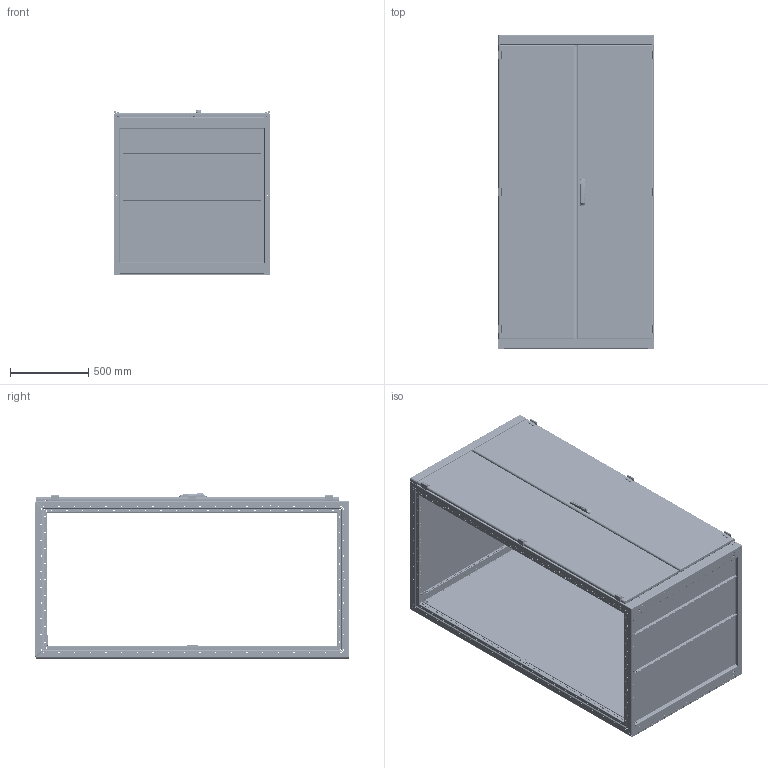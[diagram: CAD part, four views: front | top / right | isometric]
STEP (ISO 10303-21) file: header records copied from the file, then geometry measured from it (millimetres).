
FILE_DESCRIPTION(('STEP AP214'),'1');
FILE_NAME('cctmp_AFCEEBA5-7EAF-4C90-B548-A0497F2F4BF1_2023_07_24_04_41_15_0229..stp','2023-07-24T02:41:24',('SIEMENS A&D'),('CADClick - www.CADClick.com'),'Spatial InterOp 3D postprocessed',' ','unknown authorization');
FILE_SCHEMA(('AUTOMOTIVE_DESIGN'));
Length unit declared in the file: millimetre
Products named in the file (15): cc_unnamed; 2023_07_24_04_41_14_0932; 2023_07_24_04_41_14_0901; 2023_07_24_04_41_14_0870; 2023_07_24_04_41_14_0838; 2023_07_24_04_41_14_0807; 2023_07_24_04_41_14_0775; 2023_07_24_04_41_14_0743; 2023_07_24_04_41_14_0712; 2023_07_24_04_41_14_0681; 2023_07_24_04_41_14_0650; 2023_07_24_04_41_14_0618; 2023_07_24_04_41_14_0587; 2023_07_24_04_41_14_0556; 2023_07_24_04_41_14_0525
Assembly tree (14 placements, depth 2):
  cc_unnamed
    2023_07_24_04_41_14_0932
    2023_07_24_04_41_14_0901
    2023_07_24_04_41_14_0870
    2023_07_24_04_41_14_0838
    2023_07_24_04_41_14_0807
    2023_07_24_04_41_14_0775
    2023_07_24_04_41_14_0743
    2023_07_24_04_41_14_0712
    2023_07_24_04_41_14_0681
    2023_07_24_04_41_14_0650
    2023_07_24_04_41_14_0618
    2023_07_24_04_41_14_0587
    2023_07_24_04_41_14_0556
    2023_07_24_04_41_14_0525
Bounding box: 1000 x 2002.8 x 1062.15 mm (x, y, z)
Volume: 22367331.7 mm3; surface area: 21978568.6 mm2
Topology: 14 solids, 14 shells, 6907 faces, 20000 edges, 13155 vertices
Faces by surface type: cylinder 5271, plane 1396, bspline 114, torus 60, cone 58, sphere 8
Entity records: 452490 total; most frequent: CARTESIAN_POINT 98634, DIRECTION 43921, STYLED_ITEM 40055, PRESENTATION_STYLE_ASSIGNMENT 40055, ORIENTED_EDGE 39964, EDGE_CURVE 19982, CURVE_STYLE 19982, DRAUGHTING_PRE_DEFINED_CURVE_FONT 19982
